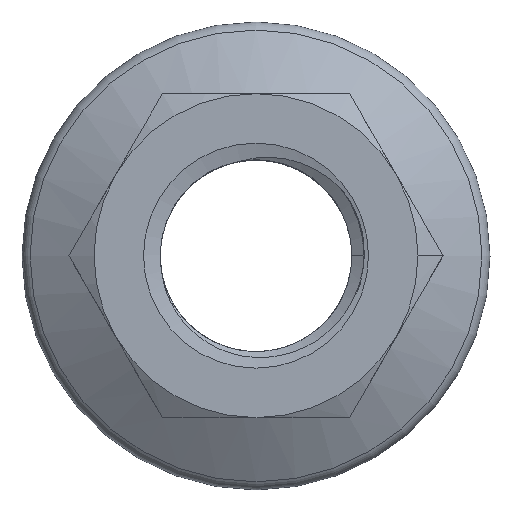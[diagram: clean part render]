
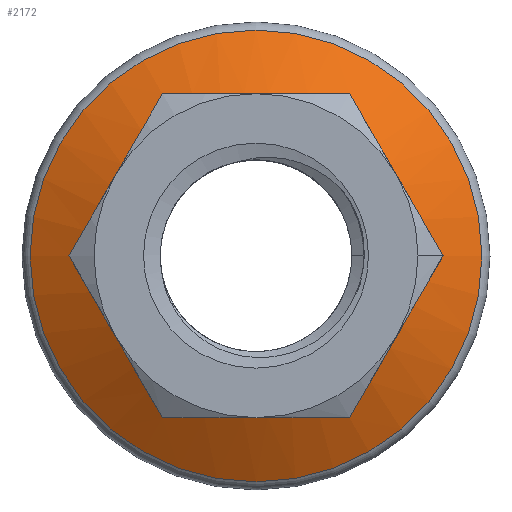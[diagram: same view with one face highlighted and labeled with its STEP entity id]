
A CAD part, top view. The second image highlights one B-rep face of the part: STEP entity #2172.
In plain terms, the highlighted conical face has half-angle 60 degrees and reference radius 12.55 mm.
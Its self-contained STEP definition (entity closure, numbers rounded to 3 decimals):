
#1625 = EDGE_CURVE('',#1626,#1628,#1630,.T.);
#1626 = VERTEX_POINT('',#1627);
#1627 = CARTESIAN_POINT('',(5.196,9.,2.925));
#1628 = VERTEX_POINT('',#1629);
#1629 = CARTESIAN_POINT('',(10.392,0.,2.925));
#1630 = HYPERBOLA('',#1631,5.196,9.);
#1631 = AXIS2_PLACEMENT_3D('',#1632,#1633,#1634);
#1632 = CARTESIAN_POINT('',(7.794,4.5,8.925));
#1633 = DIRECTION('',(-0.866,-0.5,0.));
#1634 = DIRECTION('',(-0.,0.,-1.));
#1658 = EDGE_CURVE('',#1659,#1626,#1661,.T.);
#1659 = VERTEX_POINT('',#1660);
#1660 = CARTESIAN_POINT('',(-5.196,9.,2.925));
#1661 = HYPERBOLA('',#1662,5.196,9.);
#1662 = AXIS2_PLACEMENT_3D('',#1663,#1664,#1665);
#1663 = CARTESIAN_POINT('',(0.,9.,8.925));
#1664 = DIRECTION('',(0.,-1.,0.));
#1665 = DIRECTION('',(-0.,0.,-1.));
#1684 = EDGE_CURVE('',#1685,#1659,#1687,.T.);
#1685 = VERTEX_POINT('',#1686);
#1686 = CARTESIAN_POINT('',(-10.392,0.,
    2.925));
#1687 = HYPERBOLA('',#1688,5.196,9.);
#1688 = AXIS2_PLACEMENT_3D('',#1689,#1690,#1691);
#1689 = CARTESIAN_POINT('',(-7.794,4.5,8.925));
#1690 = DIRECTION('',(0.866,-0.5,0.));
#1691 = DIRECTION('',(0.,-0.,-1.));
#1710 = EDGE_CURVE('',#1711,#1685,#1713,.T.);
#1711 = VERTEX_POINT('',#1712);
#1712 = CARTESIAN_POINT('',(-5.196,-9.,2.925));
#1713 = HYPERBOLA('',#1714,5.196,9.);
#1714 = AXIS2_PLACEMENT_3D('',#1715,#1716,#1717);
#1715 = CARTESIAN_POINT('',(-7.794,-4.5,8.925));
#1716 = DIRECTION('',(0.866,0.5,0.));
#1717 = DIRECTION('',(0.,-0.,-1.));
#1736 = EDGE_CURVE('',#1737,#1711,#1739,.T.);
#1737 = VERTEX_POINT('',#1738);
#1738 = CARTESIAN_POINT('',(5.196,-9.,2.925));
#1739 = HYPERBOLA('',#1740,5.196,9.);
#1740 = AXIS2_PLACEMENT_3D('',#1741,#1742,#1743);
#1741 = CARTESIAN_POINT('',(0.,-9.,8.925));
#1742 = DIRECTION('',(0.,1.,0.));
#1743 = DIRECTION('',(0.,-0.,-1.));
#1762 = EDGE_CURVE('',#1628,#1737,#1763,.T.);
#1763 = HYPERBOLA('',#1764,5.196,9.);
#1764 = AXIS2_PLACEMENT_3D('',#1765,#1766,#1767);
#1765 = CARTESIAN_POINT('',(7.794,-4.5,8.925));
#1766 = DIRECTION('',(-0.866,0.5,0.));
#1767 = DIRECTION('',(-0.,0.,-1.));
#2172 = ADVANCED_FACE('',(#2173),#2197,.T.);
#2173 = FACE_BOUND('',#2174,.T.);
#2174 = EDGE_LOOP('',(#2175,#2183,#2190,#2191,#2192,#2193,#2194,#2195,
    #2196));
#2175 = ORIENTED_EDGE('',*,*,#2176,.F.);
#2176 = EDGE_CURVE('',#2177,#1628,#2179,.T.);
#2177 = VERTEX_POINT('',#2178);
#2178 = CARTESIAN_POINT('',(12.55,0.,1.679));
#2179 = LINE('',#2180,#2181);
#2180 = CARTESIAN_POINT('',(12.55,0.,1.679));
#2181 = VECTOR('',#2182,1.);
#2182 = DIRECTION('',(-0.866,0.,0.5));
#2183 = ORIENTED_EDGE('',*,*,#2184,.T.);
#2184 = EDGE_CURVE('',#2177,#2177,#2185,.T.);
#2185 = CIRCLE('',#2186,12.55);
#2186 = AXIS2_PLACEMENT_3D('',#2187,#2188,#2189);
#2187 = CARTESIAN_POINT('',(0.,0.,1.679));
#2188 = DIRECTION('',(0.,0.,1.));
#2189 = DIRECTION('',(1.,0.,-0.));
#2190 = ORIENTED_EDGE('',*,*,#2176,.T.);
#2191 = ORIENTED_EDGE('',*,*,#1762,.T.);
#2192 = ORIENTED_EDGE('',*,*,#1736,.T.);
#2193 = ORIENTED_EDGE('',*,*,#1710,.T.);
#2194 = ORIENTED_EDGE('',*,*,#1684,.T.);
#2195 = ORIENTED_EDGE('',*,*,#1658,.T.);
#2196 = ORIENTED_EDGE('',*,*,#1625,.T.);
#2197 = CONICAL_SURFACE('',#2198,12.55,1.047);
#2198 = AXIS2_PLACEMENT_3D('',#2199,#2200,#2201);
#2199 = CARTESIAN_POINT('',(0.,0.,1.679));
#2200 = DIRECTION('',(-0.,-0.,-1.));
#2201 = DIRECTION('',(1.,0.,-0.));
